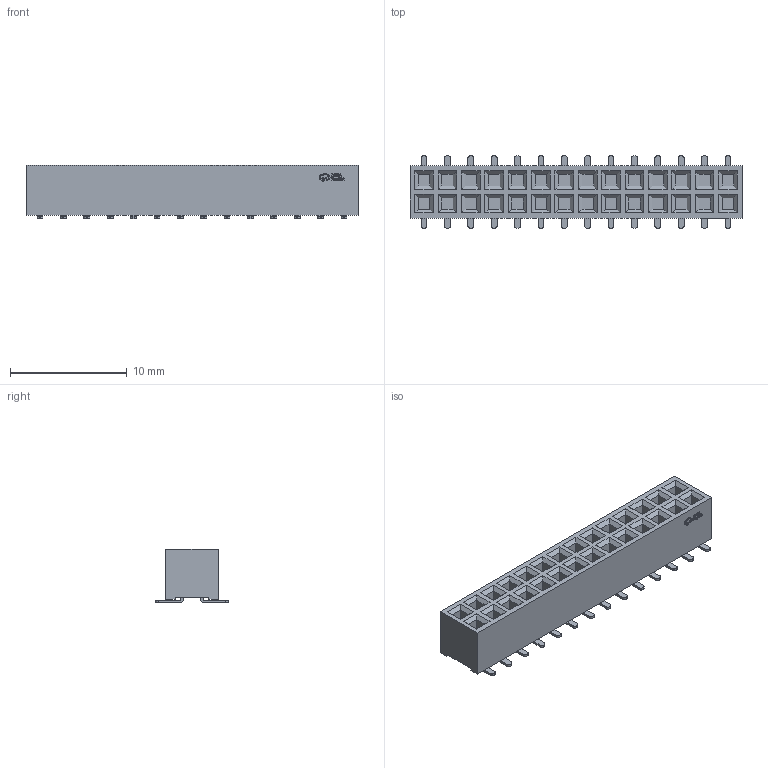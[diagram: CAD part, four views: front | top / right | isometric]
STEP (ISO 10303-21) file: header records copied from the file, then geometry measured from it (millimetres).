
FILE_DESCRIPTION(/* description */ (''),/* implementation_level */ '2;1');
FILE_NAME(/* name */ 'HDR-SMD_28P-P2.00-V-F-R2-C14-LS6.2.step',/* time_stamp */ '2023-06-11T12:12:48+08:00',/* author */ (''),/* organization */ (''),/* preprocessor_version */ 'ST-DEVELOPER v19.2',/* originating_system */ 'Autodesk Translation Framework v12.6.0.85',/* authorisation */ '');
FILE_SCHEMA (('AUTOMOTIVE_DESIGN { 1 0 10303 214 3 1 1 }'));
Length unit declared in the file: millimetre
Products named in the file (4): (未保存); U1; HDR-SMD_28P-P2.00-V-F-R2-C14-LS6.2; SOLID
Assembly tree (3 placements, depth 4):
  (未保存)
    U1
      HDR-SMD_28P-P2.00-V-F-R2-C14-LS6.2
        SOLID
Bounding box: 28.4 x 6.2 x 4.6 mm (x, y, z)
Volume: 450.1 mm3; surface area: 968.1 mm2
Topology: 1 solids, 1 shells, 853 faces, 2195 edges, 1426 vertices
Faces by surface type: plane 629, cylinder 112, bspline 112
Entity records: 27726 total; most frequent: CARTESIAN_POINT 6315, ORIENTED_EDGE 4390, DIRECTION 3863, EDGE_CURVE 2195, LINE 1747, VECTOR 1747, VERTEX_POINT 1426, AXIS2_PLACEMENT_3D 1058
